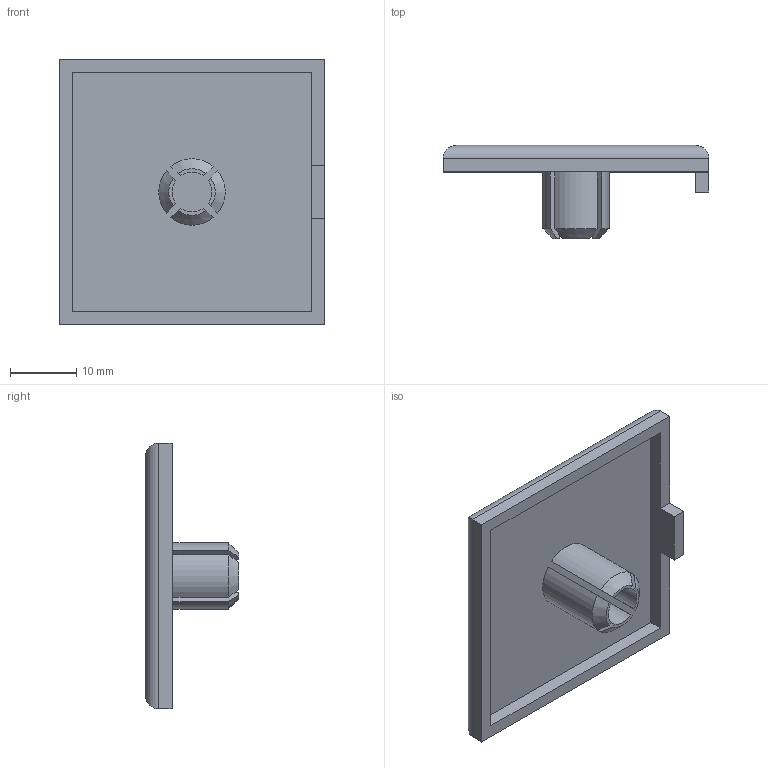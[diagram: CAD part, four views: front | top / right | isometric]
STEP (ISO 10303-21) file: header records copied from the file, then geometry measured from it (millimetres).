
FILE_DESCRIPTION((''),'2;1');
FILE_NAME('AR3538.stp','2022-01-31T14:32:31',('arma01'),(''),'Autodesk Inventor 2013','Autodesk Inventor 2013','');
FILE_SCHEMA(('AUTOMOTIVE_DESIGN { 1 0 10303 214 1 1 1 1 }'));
Length unit declared in the file: millimetre
Products named in the file (1): AR3538
Bounding box: 40 x 14 x 40 mm (x, y, z)
Volume: 4201.3 mm3; surface area: 4712.8 mm2
Topology: 1 solids, 1 shells, 42 faces, 104 edges, 68 vertices
Faces by surface type: plane 26, cylinder 12, cone 4
Entity records: 1258 total; most frequent: CARTESIAN_POINT 231, ORIENTED_EDGE 208, DIRECTION 206, EDGE_CURVE 104, VECTOR 72, LINE 72, VERTEX_POINT 68, AXIS2_PLACEMENT_3D 67
